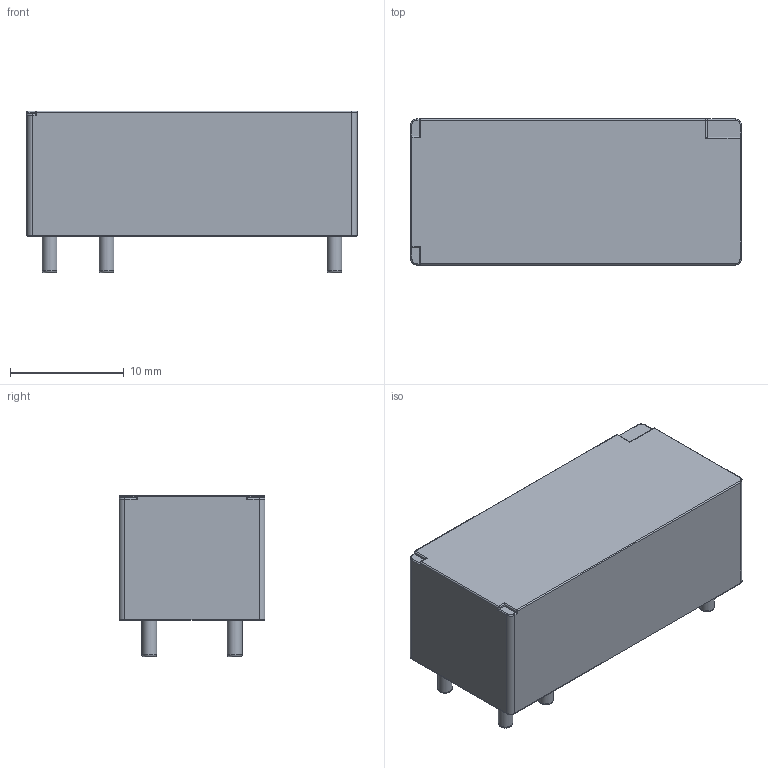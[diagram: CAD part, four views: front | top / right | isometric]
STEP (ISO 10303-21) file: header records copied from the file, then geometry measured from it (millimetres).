
FILE_DESCRIPTION(('FreeCAD Model'),'2;1');
FILE_NAME('Relay_DPST_Fujitsu_FTR-F1A.step','2018-09-27T23:32:22',( 'kicad StepUp'),('ksu MCAD'),'Open CASCADE STEP processor 7.2', 'FreeCAD','Unknown');
FILE_SCHEMA(('AUTOMOTIVE_DESIGN { 1 0 10303 214 1 1 1 1 }'));
Length unit declared in the file: millimetre
Products named in the file (1): Relay_DPST_Fujitsu_FTR-F1A
Bounding box: 29 x 12.8 x 14.2 mm (x, y, z)
Volume: 4104 mm3; surface area: 1720.9 mm2
Topology: 1 solids, 1 shells, 77 faces, 158 edges, 89 vertices
Faces by surface type: cylinder 36, plane 21, torus 14, sphere 6
Full cylindrical faces by diameter (mm): 1.3 x6
Entity records: 2555 total; most frequent: DIRECTION 397, CARTESIAN_POINT 325, ORIENTED_EDGE 316, AXIS2_PLACEMENT_3D 161, EDGE_CURVE 158, VERTEX_POINT 89, FACE_BOUND 83, EDGE_LOOP 83
